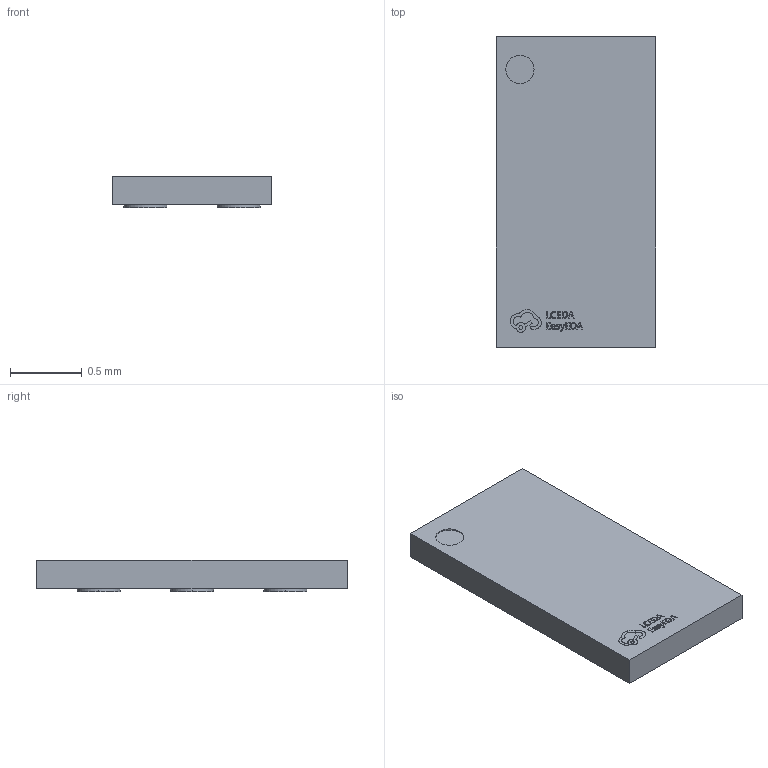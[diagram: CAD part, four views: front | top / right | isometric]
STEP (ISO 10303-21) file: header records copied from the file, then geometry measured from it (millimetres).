
FILE_DESCRIPTION (( 'STEP AP214' ), '1' );
FILE_NAME ('PICOSTAR-6_L2.2-W1.1-R2-C3-P0.65-BL.STEP', '2023-07-06T08:33:23', ( 'PC' ), ( 'Microsoft' ), 'SwSTEP 2.0', 'SolidWorks 2020', '' );
FILE_SCHEMA (( 'AUTOMOTIVE_DESIGN' ));
Length unit declared in the file: millimetre
Products named in the file (1): PICOSTAR-6_L2.2-W1.1-R2-C3-P0.65-BL
Bounding box: 1.11 x 2.16 x 0.22 mm (x, y, z)
Volume: 0.5 mm3; surface area: 6.2 mm2
Topology: 1 solids, 1 shells, 251 faces, 669 edges, 446 vertices
Faces by surface type: plane 139, bspline 98, cylinder 14
Entity records: 11078 total; most frequent: CARTESIAN_POINT 2673, ORIENTED_EDGE 1338, DIRECTION 805, EDGE_CURVE 669, VERTEX_POINT 446, LINE 441, VECTOR 441, EDGE_LOOP 277
